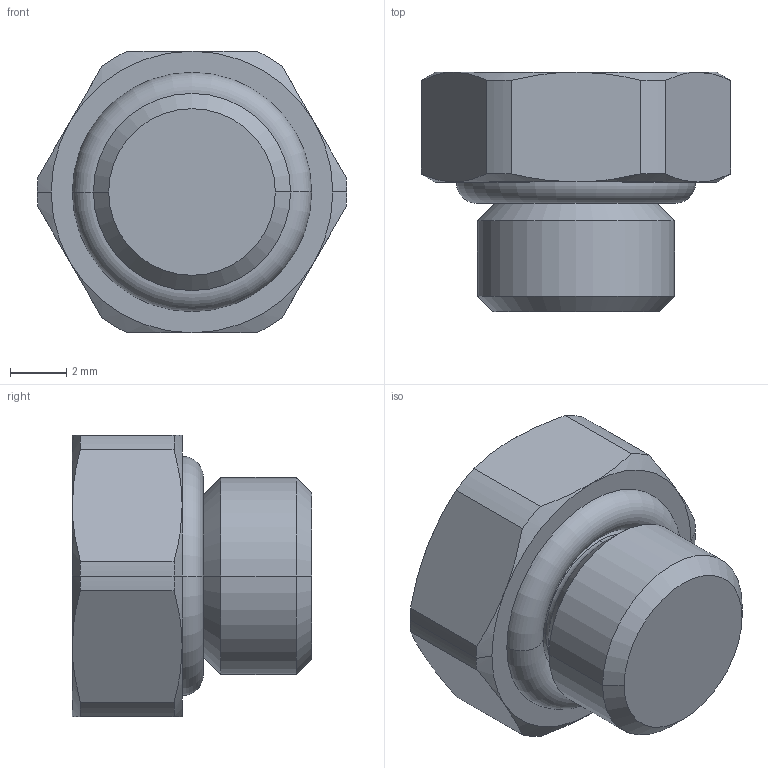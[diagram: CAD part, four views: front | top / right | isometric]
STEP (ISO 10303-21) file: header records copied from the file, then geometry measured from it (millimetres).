
FILE_DESCRIPTION(('STEP AP214'),'1');
FILE_NAME('0222_55_00.stp','2016-07-07T14:23:30',('TraceParts'),('TraceParts S.A.'),'Spatial InterOp 3D',' ',' ');
FILE_SCHEMA(('automotive_design'));
Length unit declared in the file: millimetre
Products named in the file (1): 1
Bounding box: 11 x 8.5 x 10 mm (x, y, z)
Volume: 500.2 mm3; surface area: 438.3 mm2
Topology: 1 solids, 1 shells, 54 faces, 130 edges, 79 vertices
Faces by surface type: cone 22, plane 16, cylinder 12, torus 4
Entity records: 1591 total; most frequent: CARTESIAN_POINT 370, DIRECTION 266, ORIENTED_EDGE 256, EDGE_CURVE 128, AXIS2_PLACEMENT_3D 113, VERTEX_POINT 79, CIRCLE 58, EDGE_LOOP 57
